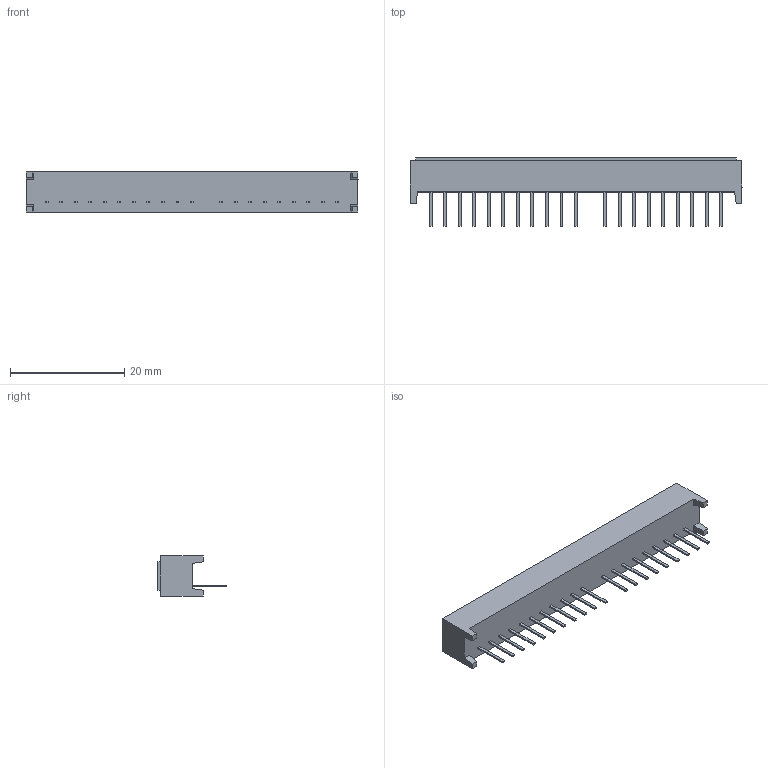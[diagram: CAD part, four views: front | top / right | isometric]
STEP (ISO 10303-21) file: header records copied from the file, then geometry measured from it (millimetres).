
FILE_DESCRIPTION (( 'STEP AP214' ), '1' );
FILE_NAME ('XHxxX12DWB.STEP', '2015-09-11T16:43:56', ( '' ), ( '' ), 'SwSTEP 2.0', 'SolidWorks 2012', '' );
FILE_SCHEMA (( 'AUTOMOTIVE_DESIGN' ));
Length unit declared in the file: millimetre
Products named in the file (1): XHxxX12DWB
Bounding box: 58 x 12 x 7 mm (x, y, z)
Volume: 2398.1 mm3; surface area: 1804.1 mm2
Topology: 1 solids, 1 shells, 407 faces, 1056 edges, 704 vertices
Faces by surface type: plane 308, bspline 99
Entity records: 21343 total; most frequent: CARTESIAN_POINT 7523, ORIENTED_EDGE 2112, DIRECTION 1476, EDGE_CURVE 1056, VECTOR 858, LINE 858, VERTEX_POINT 704, EDGE_LOOP 460
